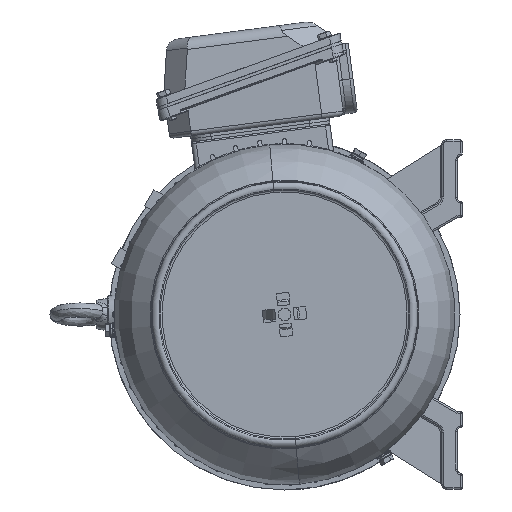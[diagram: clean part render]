
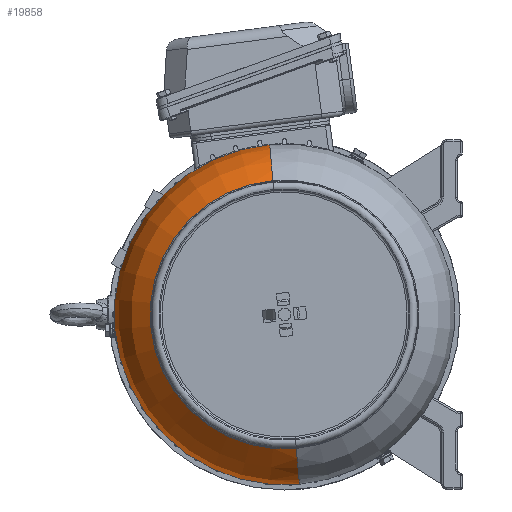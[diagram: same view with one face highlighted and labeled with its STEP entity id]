
A CAD part, left-side view. The second image highlights one B-rep face of the part: STEP entity #19858.
In plain terms, the highlighted toroidal (fillet/blend) face has major radius 60.5 mm and minor radius 49.2 mm.
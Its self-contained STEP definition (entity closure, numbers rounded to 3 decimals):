
#6159 = CARTESIAN_POINT ( 'NONE',  ( -54., 0., 60.5 ) ) ;
#6283 = FACE_OUTER_BOUND ( 'NONE', #69988, .T. ) ;
#10787 = DIRECTION ( 'NONE',  ( 0., 0., 1. ) ) ;
#11755 = DIRECTION ( 'NONE',  ( -1., 0., 0. ) ) ;
#12041 = CARTESIAN_POINT ( 'NONE',  ( -54., 0., 0. ) ) ;
#12417 = TOROIDAL_SURFACE ( 'NONE', #77880, 60.5, 49.2 ) ;
#12435 = DIRECTION ( 'NONE',  ( 0., -1., 0. ) ) ;
#15134 = DIRECTION ( 'NONE',  ( -1., 0., 0. ) ) ;
#18205 = CARTESIAN_POINT ( 'NONE',  ( -54., 0., -109.7 ) ) ;
#18529 = VERTEX_POINT ( 'NONE', #59417 ) ;
#18768 = EDGE_CURVE ( 'NONE', #49155, #52494, #64611, .T. ) ;
#19858 = ADVANCED_FACE ( 'NONE', ( #6283 ), #12417, .T. ) ;
#19919 = CIRCLE ( 'NONE', #23228, 49.2 ) ;
#23228 = AXIS2_PLACEMENT_3D ( 'NONE', #49043, #61012, #29110 ) ;
#25443 = DIRECTION ( 'NONE',  ( 0., 0., 1. ) ) ;
#29110 = DIRECTION ( 'NONE',  ( 0., 0., 1. ) ) ;
#29743 = AXIS2_PLACEMENT_3D ( 'NONE', #6159, #12435, #39036 ) ;
#30506 = CARTESIAN_POINT ( 'NONE',  ( -54., 0., 0. ) ) ;
#34472 = ORIENTED_EDGE ( 'NONE', *, *, #66003, .T. ) ;
#39036 = DIRECTION ( 'NONE',  ( 0., 0., -1. ) ) ;
#49043 = CARTESIAN_POINT ( 'NONE',  ( -54., 0., -60.5 ) ) ;
#49155 = VERTEX_POINT ( 'NONE', #76474 ) ;
#49787 = CIRCLE ( 'NONE', #29743, 49.2 ) ;
#50942 = CIRCLE ( 'NONE', #83761, 109.7 ) ;
#52494 = VERTEX_POINT ( 'NONE', #64120 ) ;
#53181 = AXIS2_PLACEMENT_3D ( 'NONE', #66189, #15134, #79910 ) ;
#56789 = EDGE_CURVE ( 'NONE', #18529, #49155, #49787, .T. ) ;
#59417 = CARTESIAN_POINT ( 'NONE',  ( -54., 0., 109.7 ) ) ;
#61012 = DIRECTION ( 'NONE',  ( 0., 1., 0. ) ) ;
#64120 = CARTESIAN_POINT ( 'NONE',  ( -95.754, 0., -86.525 ) ) ;
#64305 = ORIENTED_EDGE ( 'NONE', *, *, #18768, .F. ) ;
#64611 = CIRCLE ( 'NONE', #53181, 86.525 ) ;
#66003 = EDGE_CURVE ( 'NONE', #69598, #52494, #19919, .T. ) ;
#66189 = CARTESIAN_POINT ( 'NONE',  ( -95.754, 0., 0. ) ) ;
#67857 = ORIENTED_EDGE ( 'NONE', *, *, #83489, .T. ) ;
#69598 = VERTEX_POINT ( 'NONE', #18205 ) ;
#69988 = EDGE_LOOP ( 'NONE', ( #67857, #34472, #64305, #71054 ) ) ;
#71054 = ORIENTED_EDGE ( 'NONE', *, *, #56789, .F. ) ;
#76474 = CARTESIAN_POINT ( 'NONE',  ( -95.754, 0., 86.525 ) ) ;
#77880 = AXIS2_PLACEMENT_3D ( 'NONE', #30506, #82700, #10787 ) ;
#79910 = DIRECTION ( 'NONE',  ( 0., 0., 1. ) ) ;
#82700 = DIRECTION ( 'NONE',  ( -1., 0., 0. ) ) ;
#83489 = EDGE_CURVE ( 'NONE', #18529, #69598, #50942, .T. ) ;
#83761 = AXIS2_PLACEMENT_3D ( 'NONE', #12041, #11755, #25443 ) ;
